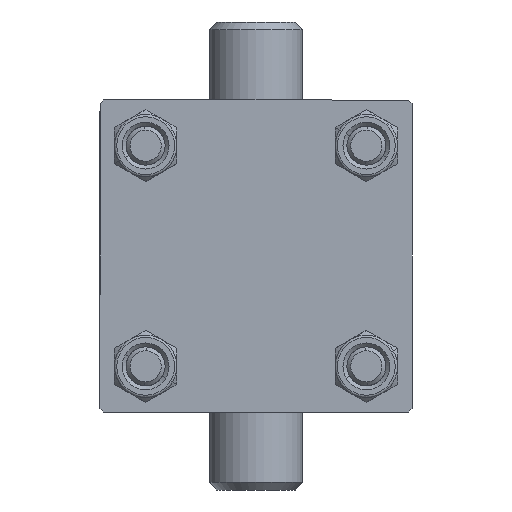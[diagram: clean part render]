
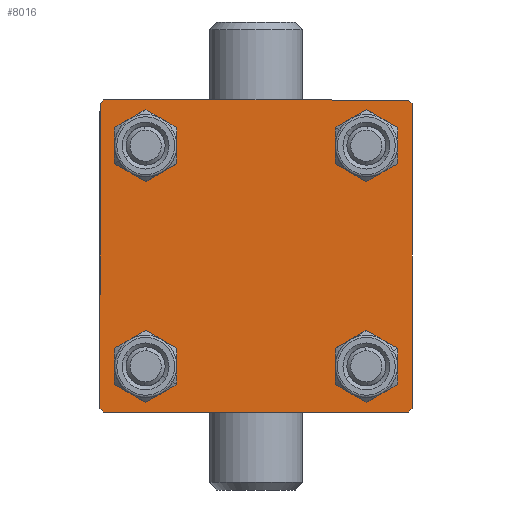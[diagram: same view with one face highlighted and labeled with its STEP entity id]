
A CAD part, left-side view. The second image highlights one B-rep face of the part: STEP entity #8016.
In plain terms, the highlighted planar face has unit normal (-1, 0, 0).
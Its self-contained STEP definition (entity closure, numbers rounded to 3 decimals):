
#1245 = FACE_BOUND ( 'NONE', #22166, .T. ) ;
#1371 = CARTESIAN_POINT ( 'NONE',  ( 0., -19.75, -19.75 ) ) ;
#1491 = AXIS2_PLACEMENT_3D ( 'NONE', #42739, #10589, #32629 ) ;
#1508 = ORIENTED_EDGE ( 'NONE', *, *, #28736, .T. ) ;
#1715 = LINE ( 'NONE', #19310, #21855 ) ;
#1781 = ORIENTED_EDGE ( 'NONE', *, *, #37706, .T. ) ;
#1849 = VERTEX_POINT ( 'NONE', #12149 ) ;
#2496 = CARTESIAN_POINT ( 'NONE',  ( 0., -20., -19.5 ) ) ;
#2763 = VERTEX_POINT ( 'NONE', #9742 ) ;
#3261 = DIRECTION ( 'NONE',  ( 1., 0., 0. ) ) ;
#3809 = ORIENTED_EDGE ( 'NONE', *, *, #38377, .T. ) ;
#3823 = CIRCLE ( 'NONE', #36037, 3. ) ;
#4539 = CARTESIAN_POINT ( 'NONE',  ( 0., 20., 20. ) ) ;
#4583 = CARTESIAN_POINT ( 'NONE',  ( 0., -14.15, -11.15 ) ) ;
#4592 = DIRECTION ( 'NONE',  ( 0., 0.707, -0.707 ) ) ;
#4998 = PLANE ( 'NONE',  #30200 ) ;
#5141 = AXIS2_PLACEMENT_3D ( 'NONE', #11469, #25796, #40089 ) ;
#5364 = CIRCLE ( 'NONE', #37591, 3. ) ;
#5425 = EDGE_CURVE ( 'NONE', #39479, #6813, #1715, .T. ) ;
#5556 = ORIENTED_EDGE ( 'NONE', *, *, #33615, .T. ) ;
#5880 = DIRECTION ( 'NONE',  ( 1., 0., 0. ) ) ;
#6245 = EDGE_CURVE ( 'NONE', #25066, #15440, #32933, .T. ) ;
#6345 = CARTESIAN_POINT ( 'NONE',  ( 0., -14.15, 14.15 ) ) ;
#6813 = VERTEX_POINT ( 'NONE', #8181 ) ;
#7175 = LINE ( 'NONE', #36266, #19598 ) ;
#7425 = DIRECTION ( 'NONE',  ( 0., 0., -1. ) ) ;
#7472 = DIRECTION ( 'NONE',  ( 0., 0., 1. ) ) ;
#8016 = ADVANCED_FACE ( 'NONE', ( #41344, #15566, #34056, #1245, #26135 ), #4998, .T. ) ;
#8114 = VECTOR ( 'NONE', #33155, 1000. ) ;
#8117 = CARTESIAN_POINT ( 'NONE',  ( 0., 14.15, -11.15 ) ) ;
#8165 = CARTESIAN_POINT ( 'NONE',  ( 0., -14.15, 14.15 ) ) ;
#8181 = CARTESIAN_POINT ( 'NONE',  ( 0., -19.5, 20. ) ) ;
#9088 = LINE ( 'NONE', #1371, #10733 ) ;
#9293 = EDGE_CURVE ( 'NONE', #12529, #22434, #9088, .T. ) ;
#9742 = CARTESIAN_POINT ( 'NONE',  ( 0., 20., 19.5 ) ) ;
#10589 = DIRECTION ( 'NONE',  ( 1., 0., 0. ) ) ;
#10733 = VECTOR ( 'NONE', #30435, 1000. ) ;
#11469 = CARTESIAN_POINT ( 'NONE',  ( 0., 14.15, -14.15 ) ) ;
#12053 = DIRECTION ( 'NONE',  ( 0., -1., 0. ) ) ;
#12149 = CARTESIAN_POINT ( 'NONE',  ( 0., 14.15, -17.15 ) ) ;
#12529 = VERTEX_POINT ( 'NONE', #15168 ) ;
#12802 = CARTESIAN_POINT ( 'NONE',  ( 0., -14.15, 11.15 ) ) ;
#12896 = DIRECTION ( 'NONE',  ( 1., 0., 0. ) ) ;
#13110 = ORIENTED_EDGE ( 'NONE', *, *, #21329, .T. ) ;
#13311 = LINE ( 'NONE', #24563, #43320 ) ;
#14025 = AXIS2_PLACEMENT_3D ( 'NONE', #24517, #20524, #20054 ) ;
#14200 = VERTEX_POINT ( 'NONE', #15962 ) ;
#14429 = ORIENTED_EDGE ( 'NONE', *, *, #37130, .T. ) ;
#14752 = CARTESIAN_POINT ( 'NONE',  ( 0., 20., -19.5 ) ) ;
#15168 = CARTESIAN_POINT ( 'NONE',  ( 0., -19.5, -20. ) ) ;
#15440 = VERTEX_POINT ( 'NONE', #38088 ) ;
#15566 = FACE_BOUND ( 'NONE', #38949, .T. ) ;
#15649 = ORIENTED_EDGE ( 'NONE', *, *, #43302, .F. ) ;
#15713 = EDGE_CURVE ( 'NONE', #23784, #39769, #23570, .T. ) ;
#15962 = CARTESIAN_POINT ( 'NONE',  ( 0., 14.15, 17.15 ) ) ;
#15983 = EDGE_LOOP ( 'NONE', ( #18939, #30006 ) ) ;
#16408 = CARTESIAN_POINT ( 'NONE',  ( 0., 14.15, 14.15 ) ) ;
#18003 = LINE ( 'NONE', #32305, #31983 ) ;
#18151 = VECTOR ( 'NONE', #18637, 1000. ) ;
#18248 = EDGE_CURVE ( 'NONE', #32353, #32796, #29622, .T. ) ;
#18637 = DIRECTION ( 'NONE',  ( 0., -0.707, -0.707 ) ) ;
#18939 = ORIENTED_EDGE ( 'NONE', *, *, #15713, .T. ) ;
#19310 = CARTESIAN_POINT ( 'NONE',  ( 0., 20., 20. ) ) ;
#19598 = VECTOR ( 'NONE', #4592, 1000. ) ;
#19918 = CARTESIAN_POINT ( 'NONE',  ( 0., -14.15, -14.15 ) ) ;
#20054 = DIRECTION ( 'NONE',  ( 0., 0., 1. ) ) ;
#20524 = DIRECTION ( 'NONE',  ( 1., 0., 0. ) ) ;
#21167 = EDGE_CURVE ( 'NONE', #26562, #6813, #18003, .T. ) ;
#21329 = EDGE_CURVE ( 'NONE', #14200, #30350, #34222, .T. ) ;
#21334 = CARTESIAN_POINT ( 'NONE',  ( 0., 14.15, -14.15 ) ) ;
#21855 = VECTOR ( 'NONE', #12053, 1000. ) ;
#21953 = ORIENTED_EDGE ( 'NONE', *, *, #21167, .T. ) ;
#22166 = EDGE_LOOP ( 'NONE', ( #13110, #14429 ) ) ;
#22434 = VERTEX_POINT ( 'NONE', #2496 ) ;
#22837 = CARTESIAN_POINT ( 'NONE',  ( 0., 0., 0. ) ) ;
#23570 = CIRCLE ( 'NONE', #40816, 3. ) ;
#23784 = VERTEX_POINT ( 'NONE', #35392 ) ;
#24107 = DIRECTION ( 'NONE',  ( 0., -1., 0. ) ) ;
#24517 = CARTESIAN_POINT ( 'NONE',  ( 0., 14.15, 14.15 ) ) ;
#24563 = CARTESIAN_POINT ( 'NONE',  ( 0., 20., -20. ) ) ;
#24646 = CIRCLE ( 'NONE', #5141, 3. ) ;
#25066 = VERTEX_POINT ( 'NONE', #14752 ) ;
#25313 = EDGE_CURVE ( 'NONE', #15440, #12529, #13311, .T. ) ;
#25796 = DIRECTION ( 'NONE',  ( 1., 0., 0. ) ) ;
#25906 = LINE ( 'NONE', #4539, #8114 ) ;
#26017 = EDGE_CURVE ( 'NONE', #1849, #38786, #24646, .T. ) ;
#26135 = FACE_OUTER_BOUND ( 'NONE', #41301, .T. ) ;
#26562 = VERTEX_POINT ( 'NONE', #36222 ) ;
#27437 = DIRECTION ( 'NONE',  ( 0., 0., 1. ) ) ;
#28103 = CARTESIAN_POINT ( 'NONE',  ( 0., 14.15, 11.15 ) ) ;
#28736 = EDGE_CURVE ( 'NONE', #2763, #25066, #25906, .T. ) ;
#29213 = AXIS2_PLACEMENT_3D ( 'NONE', #8165, #35850, #7472 ) ;
#29622 = CIRCLE ( 'NONE', #46136, 3. ) ;
#29860 = DIRECTION ( 'NONE',  ( -1., 0., 0. ) ) ;
#30006 = ORIENTED_EDGE ( 'NONE', *, *, #33187, .T. ) ;
#30167 = ORIENTED_EDGE ( 'NONE', *, *, #5425, .F. ) ;
#30200 = AXIS2_PLACEMENT_3D ( 'NONE', #22837, #29860, #40672 ) ;
#30350 = VERTEX_POINT ( 'NONE', #28103 ) ;
#30435 = DIRECTION ( 'NONE',  ( 0., -0.707, 0.707 ) ) ;
#30531 = CARTESIAN_POINT ( 'NONE',  ( 0., -14.15, -17.15 ) ) ;
#31161 = DIRECTION ( 'NONE',  ( 0., 0., 1. ) ) ;
#31437 = DIRECTION ( 'NONE',  ( 0., 0., 1. ) ) ;
#31983 = VECTOR ( 'NONE', #43344, 1000. ) ;
#32181 = CIRCLE ( 'NONE', #29213, 3. ) ;
#32305 = CARTESIAN_POINT ( 'NONE',  ( 0., -19.75, 19.75 ) ) ;
#32353 = VERTEX_POINT ( 'NONE', #4583 ) ;
#32526 = ORIENTED_EDGE ( 'NONE', *, *, #25313, .T. ) ;
#32629 = DIRECTION ( 'NONE',  ( 0., 0., 1. ) ) ;
#32796 = VERTEX_POINT ( 'NONE', #30531 ) ;
#32933 = LINE ( 'NONE', #33850, #18151 ) ;
#33155 = DIRECTION ( 'NONE',  ( 0., 0., -1. ) ) ;
#33187 = EDGE_CURVE ( 'NONE', #39769, #23784, #32181, .T. ) ;
#33564 = VECTOR ( 'NONE', #7425, 1000. ) ;
#33615 = EDGE_CURVE ( 'NONE', #32796, #32353, #35936, .T. ) ;
#33850 = CARTESIAN_POINT ( 'NONE',  ( 0., 19.75, -19.75 ) ) ;
#34056 = FACE_BOUND ( 'NONE', #42711, .T. ) ;
#34222 = CIRCLE ( 'NONE', #14025, 3. ) ;
#35199 = ORIENTED_EDGE ( 'NONE', *, *, #18248, .T. ) ;
#35392 = CARTESIAN_POINT ( 'NONE',  ( 0., -14.15, 17.15 ) ) ;
#35763 = ORIENTED_EDGE ( 'NONE', *, *, #9293, .T. ) ;
#35802 = LINE ( 'NONE', #36278, #33564 ) ;
#35850 = DIRECTION ( 'NONE',  ( 1., 0., 0. ) ) ;
#35936 = CIRCLE ( 'NONE', #1491, 3. ) ;
#36037 = AXIS2_PLACEMENT_3D ( 'NONE', #16408, #37302, #27437 ) ;
#36222 = CARTESIAN_POINT ( 'NONE',  ( 0., -20., 19.5 ) ) ;
#36266 = CARTESIAN_POINT ( 'NONE',  ( 0., 19.75, 19.75 ) ) ;
#36278 = CARTESIAN_POINT ( 'NONE',  ( 0., -20., 20. ) ) ;
#36337 = DIRECTION ( 'NONE',  ( 0., 0., 1. ) ) ;
#37130 = EDGE_CURVE ( 'NONE', #30350, #14200, #3823, .T. ) ;
#37302 = DIRECTION ( 'NONE',  ( 1., 0., 0. ) ) ;
#37591 = AXIS2_PLACEMENT_3D ( 'NONE', #21334, #3261, #36337 ) ;
#37706 = EDGE_CURVE ( 'NONE', #39479, #2763, #7175, .T. ) ;
#38088 = CARTESIAN_POINT ( 'NONE',  ( 0., 19.5, -20. ) ) ;
#38377 = EDGE_CURVE ( 'NONE', #38786, #1849, #5364, .T. ) ;
#38786 = VERTEX_POINT ( 'NONE', #8117 ) ;
#38949 = EDGE_LOOP ( 'NONE', ( #35199, #5556 ) ) ;
#39126 = ORIENTED_EDGE ( 'NONE', *, *, #6245, .T. ) ;
#39479 = VERTEX_POINT ( 'NONE', #45226 ) ;
#39769 = VERTEX_POINT ( 'NONE', #12802 ) ;
#40089 = DIRECTION ( 'NONE',  ( 0., 0., 1. ) ) ;
#40672 = DIRECTION ( 'NONE',  ( 0., 0., 1. ) ) ;
#40816 = AXIS2_PLACEMENT_3D ( 'NONE', #6345, #5880, #31437 ) ;
#41301 = EDGE_LOOP ( 'NONE', ( #1508, #39126, #32526, #35763, #15649, #21953, #30167, #1781 ) ) ;
#41344 = FACE_BOUND ( 'NONE', #15983, .T. ) ;
#42711 = EDGE_LOOP ( 'NONE', ( #3809, #45767 ) ) ;
#42739 = CARTESIAN_POINT ( 'NONE',  ( 0., -14.15, -14.15 ) ) ;
#43302 = EDGE_CURVE ( 'NONE', #26562, #22434, #35802, .T. ) ;
#43320 = VECTOR ( 'NONE', #24107, 1000. ) ;
#43344 = DIRECTION ( 'NONE',  ( 0., 0.707, 0.707 ) ) ;
#45226 = CARTESIAN_POINT ( 'NONE',  ( 0., 19.5, 20. ) ) ;
#45767 = ORIENTED_EDGE ( 'NONE', *, *, #26017, .T. ) ;
#46136 = AXIS2_PLACEMENT_3D ( 'NONE', #19918, #12896, #31161 ) ;
